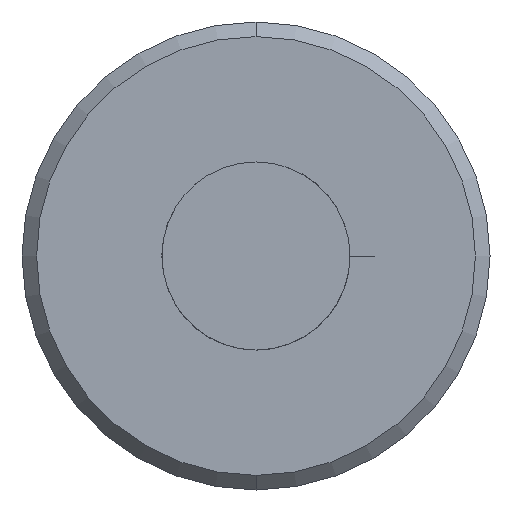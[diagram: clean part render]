
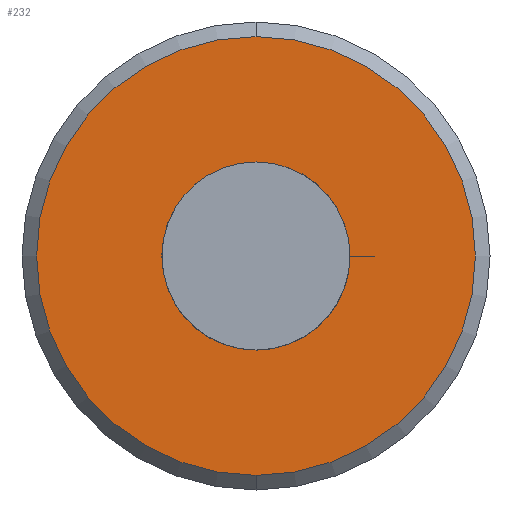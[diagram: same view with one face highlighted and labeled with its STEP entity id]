
A CAD part, front view. The second image highlights one B-rep face of the part: STEP entity #232.
In plain terms, the highlighted planar face has unit normal (0, -1, 0).
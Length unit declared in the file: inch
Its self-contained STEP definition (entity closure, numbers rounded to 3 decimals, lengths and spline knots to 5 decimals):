
#73 = CIRCLE ( 'NONE', #2636, 0.1005 ) ;
#232 = ADVANCED_FACE ( 'NONE', ( #5140, #4245 ), #1443, .F. ) ;
#445 = EDGE_CURVE ( 'NONE', #3159, #2308, #2509, .T. ) ;
#487 = DIRECTION ( 'NONE',  ( 0., 1., 0. ) ) ;
#511 = EDGE_LOOP ( 'NONE', ( #5381, #3443 ) ) ;
#625 = DIRECTION ( 'NONE',  ( 0., 0., 1. ) ) ;
#653 = AXIS2_PLACEMENT_3D ( 'NONE', #1597, #4808, #2105 ) ;
#1242 = AXIS2_PLACEMENT_3D ( 'NONE', #6480, #3147, #3701 ) ;
#1409 = CARTESIAN_POINT ( 'NONE',  ( 0., -1.875, 0.1005 ) ) ;
#1441 = EDGE_CURVE ( 'NONE', #3190, #4382, #6367, .T. ) ;
#1443 = PLANE ( 'NONE',  #1242 ) ;
#1525 = EDGE_CURVE ( 'NONE', #6591, #3190, #73, .T. ) ;
#1597 = CARTESIAN_POINT ( 'NONE',  ( 0., -1.875, 0. ) ) ;
#1949 = ORIENTED_EDGE ( 'NONE', *, *, #1525, .T. ) ;
#2040 = DIRECTION ( 'NONE',  ( 0., 1., 0. ) ) ;
#2105 = DIRECTION ( 'NONE',  ( 0., 0., 1. ) ) ;
#2162 = AXIS2_PLACEMENT_3D ( 'NONE', #7051, #2040, #4131 ) ;
#2308 = VERTEX_POINT ( 'NONE', #4960 ) ;
#2413 = CIRCLE ( 'NONE', #6499, 0.23438 ) ;
#2509 = CIRCLE ( 'NONE', #653, 0.23438 ) ;
#2636 = AXIS2_PLACEMENT_3D ( 'NONE', #3249, #3934, #625 ) ;
#2784 = DIRECTION ( 'NONE',  ( 0., 0., 1. ) ) ;
#2828 = CARTESIAN_POINT ( 'NONE',  ( 0., -1.875, 0.23438 ) ) ;
#3087 = CARTESIAN_POINT ( 'NONE',  ( 0.1005, -1.875, 0. ) ) ;
#3147 = DIRECTION ( 'NONE',  ( 0., 1., 0. ) ) ;
#3159 = VERTEX_POINT ( 'NONE', #2828 ) ;
#3190 = VERTEX_POINT ( 'NONE', #1409 ) ;
#3249 = CARTESIAN_POINT ( 'NONE',  ( 0., -1.875, 0. ) ) ;
#3261 = DIRECTION ( 'NONE',  ( 0., -1., 0. ) ) ;
#3443 = ORIENTED_EDGE ( 'NONE', *, *, #4289, .T. ) ;
#3701 = DIRECTION ( 'NONE',  ( 0., 0., 1. ) ) ;
#3934 = DIRECTION ( 'NONE',  ( 0., 1., 0. ) ) ;
#4102 = CARTESIAN_POINT ( 'NONE',  ( 0., -1.875, -0.1005 ) ) ;
#4131 = DIRECTION ( 'NONE',  ( 0., 0., 1. ) ) ;
#4245 = FACE_OUTER_BOUND ( 'NONE', #511, .T. ) ;
#4289 = EDGE_CURVE ( 'NONE', #2308, #3159, #2413, .T. ) ;
#4318 = EDGE_CURVE ( 'NONE', #4382, #6591, #4389, .T. ) ;
#4382 = VERTEX_POINT ( 'NONE', #3087 ) ;
#4389 = CIRCLE ( 'NONE', #5681, 0.1005 ) ;
#4808 = DIRECTION ( 'NONE',  ( 0., -1., 0. ) ) ;
#4945 = DIRECTION ( 'NONE',  ( 0., 0., 1. ) ) ;
#4960 = CARTESIAN_POINT ( 'NONE',  ( 0., -1.875, -0.23438 ) ) ;
#5015 = CARTESIAN_POINT ( 'NONE',  ( 0., -1.875, 0. ) ) ;
#5140 = FACE_BOUND ( 'NONE', #5925, .T. ) ;
#5381 = ORIENTED_EDGE ( 'NONE', *, *, #445, .T. ) ;
#5681 = AXIS2_PLACEMENT_3D ( 'NONE', #5015, #487, #4945 ) ;
#5925 = EDGE_LOOP ( 'NONE', ( #6699, #1949, #6366 ) ) ;
#6037 = CARTESIAN_POINT ( 'NONE',  ( 0., -1.875, 0. ) ) ;
#6366 = ORIENTED_EDGE ( 'NONE', *, *, #1441, .T. ) ;
#6367 = CIRCLE ( 'NONE', #2162, 0.1005 ) ;
#6480 = CARTESIAN_POINT ( 'NONE',  ( 0., -1.875, 0. ) ) ;
#6499 = AXIS2_PLACEMENT_3D ( 'NONE', #6037, #3261, #2784 ) ;
#6591 = VERTEX_POINT ( 'NONE', #4102 ) ;
#6699 = ORIENTED_EDGE ( 'NONE', *, *, #4318, .T. ) ;
#7051 = CARTESIAN_POINT ( 'NONE',  ( 0., -1.875, 0. ) ) ;
